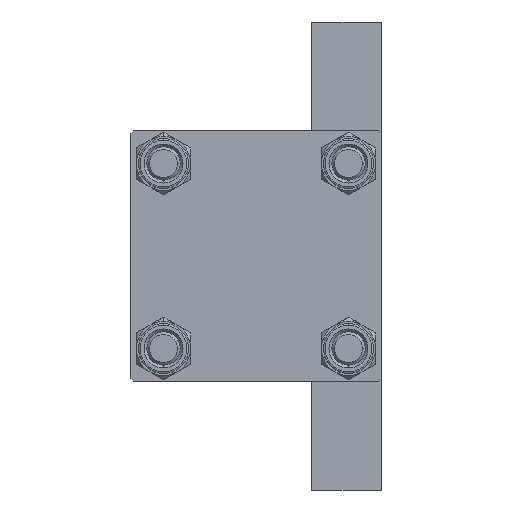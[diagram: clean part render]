
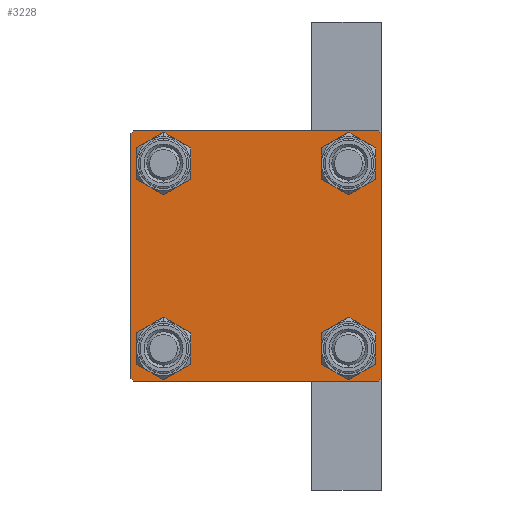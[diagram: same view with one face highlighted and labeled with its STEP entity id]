
A CAD part, left-side view. The second image highlights one B-rep face of the part: STEP entity #3228.
In plain terms, the highlighted planar face has unit normal (-1, 0, 0).
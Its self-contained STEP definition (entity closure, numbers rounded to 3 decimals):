
#120 = AXIS2_PLACEMENT_3D ( 'NONE', #32821, #44039, #10656 ) ;
#408 = CARTESIAN_POINT ( 'NONE',  ( 0., 0., 0. ) ) ;
#1172 = CARTESIAN_POINT ( 'NONE',  ( 0., -22.25, -22.25 ) ) ;
#1190 = VERTEX_POINT ( 'NONE', #23983 ) ;
#1686 = DIRECTION ( 'NONE',  ( 0., 0., -1. ) ) ;
#1695 = DIRECTION ( 'NONE',  ( 0., 0., 1. ) ) ;
#2229 = LINE ( 'NONE', #40000, #28618 ) ;
#2767 = AXIS2_PLACEMENT_3D ( 'NONE', #22098, #5024, #27186 ) ;
#2784 = VERTEX_POINT ( 'NONE', #9998 ) ;
#3052 = AXIS2_PLACEMENT_3D ( 'NONE', #24546, #6026, #35743 ) ;
#3228 = ADVANCED_FACE ( 'NONE', ( #29394, #44254, #30837, #7948, #18901 ), #12558, .T. ) ;
#3582 = ORIENTED_EDGE ( 'NONE', *, *, #31320, .T. ) ;
#3671 = DIRECTION ( 'NONE',  ( 1., 0., 0. ) ) ;
#3893 = ORIENTED_EDGE ( 'NONE', *, *, #4718, .T. ) ;
#4126 = ORIENTED_EDGE ( 'NONE', *, *, #12301, .F. ) ;
#4276 = DIRECTION ( 'NONE',  ( 0., 0., 1. ) ) ;
#4458 = CARTESIAN_POINT ( 'NONE',  ( 0., -16.6, 16.6 ) ) ;
#4681 = ORIENTED_EDGE ( 'NONE', *, *, #19689, .F. ) ;
#4718 = EDGE_CURVE ( 'NONE', #13176, #14932, #33833, .T. ) ;
#5024 = DIRECTION ( 'NONE',  ( 1., 0., 0. ) ) ;
#5226 = CARTESIAN_POINT ( 'NONE',  ( 0., 16.6, -16.6 ) ) ;
#5429 = ORIENTED_EDGE ( 'NONE', *, *, #41710, .T. ) ;
#5746 = EDGE_CURVE ( 'NONE', #27060, #13176, #29399, .T. ) ;
#6026 = DIRECTION ( 'NONE',  ( 1., 0., 0. ) ) ;
#6157 = AXIS2_PLACEMENT_3D ( 'NONE', #24358, #28006, #1695 ) ;
#7948 = FACE_BOUND ( 'NONE', #40122, .T. ) ;
#8010 = ORIENTED_EDGE ( 'NONE', *, *, #19321, .T. ) ;
#9998 = CARTESIAN_POINT ( 'NONE',  ( 0., 16.6, 20.1 ) ) ;
#10015 = VERTEX_POINT ( 'NONE', #14806 ) ;
#10382 = VECTOR ( 'NONE', #42109, 1000. ) ;
#10416 = DIRECTION ( 'NONE',  ( 0., -1., 0. ) ) ;
#10656 = DIRECTION ( 'NONE',  ( 0., 0., 1. ) ) ;
#10869 = VERTEX_POINT ( 'NONE', #35807 ) ;
#11133 = CARTESIAN_POINT ( 'NONE',  ( 0., 22.5, -22.5 ) ) ;
#11769 = VERTEX_POINT ( 'NONE', #43144 ) ;
#11823 = CARTESIAN_POINT ( 'NONE',  ( 0., -22.25, 22.25 ) ) ;
#12301 = EDGE_CURVE ( 'NONE', #46789, #10015, #2229, .T. ) ;
#12558 = PLANE ( 'NONE',  #36066 ) ;
#12671 = VERTEX_POINT ( 'NONE', #33005 ) ;
#13176 = VERTEX_POINT ( 'NONE', #43165 ) ;
#13329 = ORIENTED_EDGE ( 'NONE', *, *, #21161, .T. ) ;
#13656 = ORIENTED_EDGE ( 'NONE', *, *, #21431, .T. ) ;
#13702 = EDGE_CURVE ( 'NONE', #12671, #45195, #17780, .T. ) ;
#13998 = VECTOR ( 'NONE', #19356, 1000. ) ;
#14806 = CARTESIAN_POINT ( 'NONE',  ( 0., -22., 22.5 ) ) ;
#14932 = VERTEX_POINT ( 'NONE', #31830 ) ;
#15058 = EDGE_CURVE ( 'NONE', #20569, #10869, #29471, .T. ) ;
#15460 = EDGE_CURVE ( 'NONE', #11769, #1190, #19376, .T. ) ;
#16539 = ORIENTED_EDGE ( 'NONE', *, *, #18614, .T. ) ;
#17372 = CARTESIAN_POINT ( 'NONE',  ( 0., 22., -22.5 ) ) ;
#17526 = VECTOR ( 'NONE', #10416, 1000. ) ;
#17780 = CIRCLE ( 'NONE', #31006, 3.5 ) ;
#17911 = ORIENTED_EDGE ( 'NONE', *, *, #5746, .T. ) ;
#18413 = LINE ( 'NONE', #36700, #19941 ) ;
#18614 = EDGE_CURVE ( 'NONE', #2784, #30289, #31982, .T. ) ;
#18810 = DIRECTION ( 'NONE',  ( 0., 0., 1. ) ) ;
#18901 = FACE_OUTER_BOUND ( 'NONE', #22892, .T. ) ;
#19119 = LINE ( 'NONE', #11823, #13998 ) ;
#19321 = EDGE_CURVE ( 'NONE', #1190, #11769, #30403, .T. ) ;
#19356 = DIRECTION ( 'NONE',  ( 0., 0.707, 0.707 ) ) ;
#19376 = CIRCLE ( 'NONE', #6157, 3.5 ) ;
#19689 = EDGE_CURVE ( 'NONE', #38223, #14932, #38254, .T. ) ;
#19941 = VECTOR ( 'NONE', #46998, 1000. ) ;
#20078 = DIRECTION ( 'NONE',  ( 1., 0., 0. ) ) ;
#20122 = VERTEX_POINT ( 'NONE', #41029 ) ;
#20569 = VERTEX_POINT ( 'NONE', #43833 ) ;
#21161 = EDGE_CURVE ( 'NONE', #46789, #38872, #22034, .T. ) ;
#21237 = DIRECTION ( 'NONE',  ( 0., -1., 0. ) ) ;
#21346 = VECTOR ( 'NONE', #36873, 1000. ) ;
#21431 = EDGE_CURVE ( 'NONE', #30289, #2784, #24262, .T. ) ;
#22034 = LINE ( 'NONE', #25939, #35956 ) ;
#22085 = EDGE_LOOP ( 'NONE', ( #35694, #8010 ) ) ;
#22098 = CARTESIAN_POINT ( 'NONE',  ( 0., -16.6, -16.6 ) ) ;
#22402 = EDGE_CURVE ( 'NONE', #45195, #12671, #44536, .T. ) ;
#22541 = DIRECTION ( 'NONE',  ( 1., 0., 0. ) ) ;
#22634 = AXIS2_PLACEMENT_3D ( 'NONE', #40715, #3671, #33618 ) ;
#22892 = EDGE_LOOP ( 'NONE', ( #33070, #3582, #17911, #3893, #4681, #5429, #4126, #13329 ) ) ;
#23381 = CARTESIAN_POINT ( 'NONE',  ( 0., -22.5, 22.5 ) ) ;
#23983 = CARTESIAN_POINT ( 'NONE',  ( 0., -16.6, 13.1 ) ) ;
#24262 = CIRCLE ( 'NONE', #120, 3.5 ) ;
#24358 = CARTESIAN_POINT ( 'NONE',  ( 0., -16.6, 16.6 ) ) ;
#24546 = CARTESIAN_POINT ( 'NONE',  ( 0., -16.6, -16.6 ) ) ;
#25939 = CARTESIAN_POINT ( 'NONE',  ( 0., 22.25, 22.25 ) ) ;
#26620 = DIRECTION ( 'NONE',  ( 1., 0., 0. ) ) ;
#27060 = VERTEX_POINT ( 'NONE', #17372 ) ;
#27186 = DIRECTION ( 'NONE',  ( 0., 0., 1. ) ) ;
#27435 = DIRECTION ( 'NONE',  ( -1., 0., 0. ) ) ;
#28006 = DIRECTION ( 'NONE',  ( 1., 0., 0. ) ) ;
#28618 = VECTOR ( 'NONE', #21237, 1000. ) ;
#29236 = ORIENTED_EDGE ( 'NONE', *, *, #33682, .T. ) ;
#29394 = FACE_BOUND ( 'NONE', #22085, .T. ) ;
#29399 = LINE ( 'NONE', #11133, #17526 ) ;
#29471 = CIRCLE ( 'NONE', #3052, 3.5 ) ;
#29597 = CARTESIAN_POINT ( 'NONE',  ( 0., 16.6, -16.6 ) ) ;
#30289 = VERTEX_POINT ( 'NONE', #47804 ) ;
#30403 = CIRCLE ( 'NONE', #47505, 3.5 ) ;
#30837 = FACE_BOUND ( 'NONE', #44304, .T. ) ;
#31006 = AXIS2_PLACEMENT_3D ( 'NONE', #5226, #20078, #4276 ) ;
#31320 = EDGE_CURVE ( 'NONE', #20122, #27060, #47811, .T. ) ;
#31830 = CARTESIAN_POINT ( 'NONE',  ( 0., -22.5, -22. ) ) ;
#31982 = CIRCLE ( 'NONE', #22634, 3.5 ) ;
#32821 = CARTESIAN_POINT ( 'NONE',  ( 0., 16.6, 16.6 ) ) ;
#32987 = DIRECTION ( 'NONE',  ( 0., 0.707, -0.707 ) ) ;
#33005 = CARTESIAN_POINT ( 'NONE',  ( 0., 16.6, -13.1 ) ) ;
#33070 = ORIENTED_EDGE ( 'NONE', *, *, #36045, .T. ) ;
#33196 = CARTESIAN_POINT ( 'NONE',  ( 0., 22.25, -22.25 ) ) ;
#33618 = DIRECTION ( 'NONE',  ( 0., 0., 1. ) ) ;
#33682 = EDGE_CURVE ( 'NONE', #10869, #20569, #40099, .T. ) ;
#33833 = LINE ( 'NONE', #1172, #10382 ) ;
#35346 = EDGE_LOOP ( 'NONE', ( #39004, #29236 ) ) ;
#35694 = ORIENTED_EDGE ( 'NONE', *, *, #15460, .T. ) ;
#35743 = DIRECTION ( 'NONE',  ( 0., 0., 1. ) ) ;
#35807 = CARTESIAN_POINT ( 'NONE',  ( 0., -16.6, -20.1 ) ) ;
#35909 = CARTESIAN_POINT ( 'NONE',  ( 0., 22.5, 22. ) ) ;
#35956 = VECTOR ( 'NONE', #32987, 1000. ) ;
#36045 = EDGE_CURVE ( 'NONE', #38872, #20122, #18413, .T. ) ;
#36066 = AXIS2_PLACEMENT_3D ( 'NONE', #408, #27435, #38416 ) ;
#36700 = CARTESIAN_POINT ( 'NONE',  ( 0., 22.5, 22.5 ) ) ;
#36873 = DIRECTION ( 'NONE',  ( 0., -0.707, -0.707 ) ) ;
#37457 = VECTOR ( 'NONE', #1686, 1000. ) ;
#38223 = VERTEX_POINT ( 'NONE', #46013 ) ;
#38254 = LINE ( 'NONE', #23381, #37457 ) ;
#38416 = DIRECTION ( 'NONE',  ( 0., 0., 1. ) ) ;
#38872 = VERTEX_POINT ( 'NONE', #35909 ) ;
#39004 = ORIENTED_EDGE ( 'NONE', *, *, #15058, .T. ) ;
#39106 = ORIENTED_EDGE ( 'NONE', *, *, #13702, .T. ) ;
#40000 = CARTESIAN_POINT ( 'NONE',  ( 0., 22.5, 22.5 ) ) ;
#40099 = CIRCLE ( 'NONE', #2767, 3.5 ) ;
#40122 = EDGE_LOOP ( 'NONE', ( #16539, #13656 ) ) ;
#40715 = CARTESIAN_POINT ( 'NONE',  ( 0., 16.6, 16.6 ) ) ;
#40836 = DIRECTION ( 'NONE',  ( 0., 0., 1. ) ) ;
#41029 = CARTESIAN_POINT ( 'NONE',  ( 0., 22.5, -22. ) ) ;
#41710 = EDGE_CURVE ( 'NONE', #38223, #10015, #19119, .T. ) ;
#41877 = CARTESIAN_POINT ( 'NONE',  ( 0., 22., 22.5 ) ) ;
#42109 = DIRECTION ( 'NONE',  ( 0., -0.707, 0.707 ) ) ;
#42220 = AXIS2_PLACEMENT_3D ( 'NONE', #29597, #22541, #40836 ) ;
#43144 = CARTESIAN_POINT ( 'NONE',  ( 0., -16.6, 20.1 ) ) ;
#43165 = CARTESIAN_POINT ( 'NONE',  ( 0., -22., -22.5 ) ) ;
#43799 = ORIENTED_EDGE ( 'NONE', *, *, #22402, .T. ) ;
#43833 = CARTESIAN_POINT ( 'NONE',  ( 0., -16.6, -13.1 ) ) ;
#44039 = DIRECTION ( 'NONE',  ( 1., 0., 0. ) ) ;
#44254 = FACE_BOUND ( 'NONE', #35346, .T. ) ;
#44304 = EDGE_LOOP ( 'NONE', ( #39106, #43799 ) ) ;
#44536 = CIRCLE ( 'NONE', #42220, 3.5 ) ;
#45195 = VERTEX_POINT ( 'NONE', #47577 ) ;
#46013 = CARTESIAN_POINT ( 'NONE',  ( 0., -22.5, 22. ) ) ;
#46789 = VERTEX_POINT ( 'NONE', #41877 ) ;
#46998 = DIRECTION ( 'NONE',  ( 0., 0., -1. ) ) ;
#47505 = AXIS2_PLACEMENT_3D ( 'NONE', #4458, #26620, #18810 ) ;
#47577 = CARTESIAN_POINT ( 'NONE',  ( 0., 16.6, -20.1 ) ) ;
#47804 = CARTESIAN_POINT ( 'NONE',  ( 0., 16.6, 13.1 ) ) ;
#47811 = LINE ( 'NONE', #33196, #21346 ) ;
